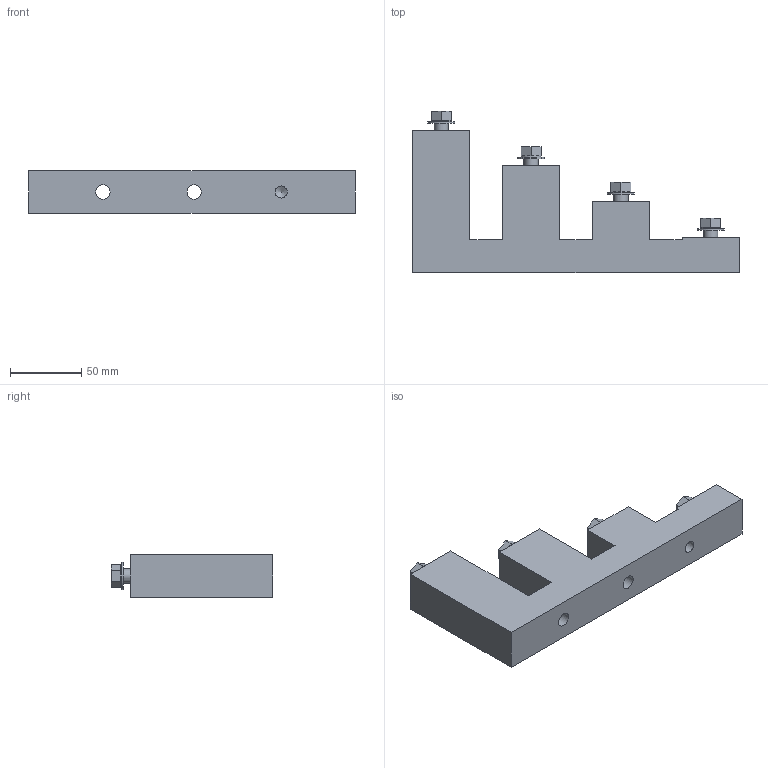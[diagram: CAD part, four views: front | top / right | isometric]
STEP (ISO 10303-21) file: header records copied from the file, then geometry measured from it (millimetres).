
FILE_DESCRIPTION (( 'STEP AP203' ), '1' );
FILE_NAME ('YIS11-4-40-8-B Èçîëÿòîð ñòóïåí÷àòûé ÈÑâ4-40 (Ì10) ñèëîâîé ñ áîëòîì ÈÝÊ.STEP', '2016-09-15T09:11:27', ( '' ), ( '' ), 'SwSTEP 2.0', 'SolidWorks 2014', '' );
FILE_SCHEMA (( 'CONFIG_CONTROL_DESIGN' ));
Length unit declared in the file: millimetre
Products named in the file (1): YIS11-4-40-8-B Èçîëÿòîð ñòóïåí÷àòûé ÈÑâ4-40 (Ì10) ñèëîâîé ñ áîëòîì ÈÝÊ
Bounding box: 229 x 113.4 x 30 mm (x, y, z)
Volume: 347621.4 mm3; surface area: 54308.2 mm2
Topology: 1 solids, 5 shells, 121 faces, 284 edges, 182 vertices
Faces by surface type: plane 97, cylinder 19, cone 5
Full cylindrical faces by diameter (mm): 8.5 x5, 10 x6, 14 x4, 19 x4
Entity records: 3215 total; most frequent: DIRECTION 544, CARTESIAN_POINT 528, ORIENTED_EDGE 484, EDGE_CURVE 242, LINE 184, VECTOR 184, AXIS2_PLACEMENT_3D 180, VERTEX_POINT 164
